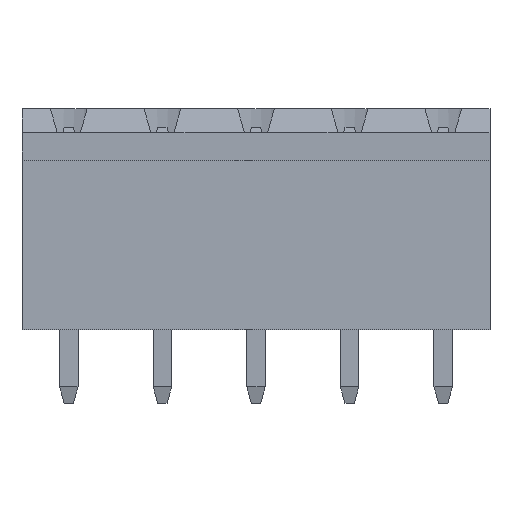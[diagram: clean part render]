
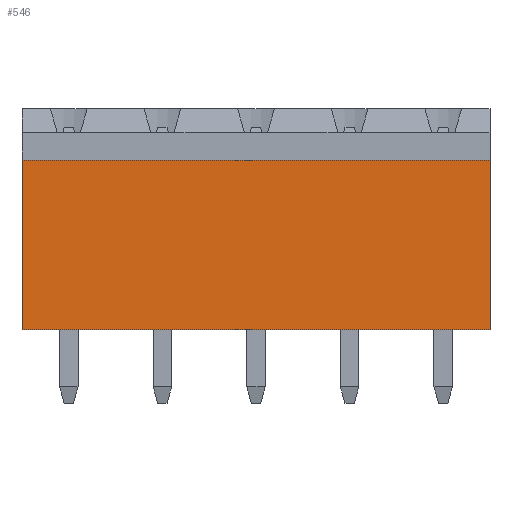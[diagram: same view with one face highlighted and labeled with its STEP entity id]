
A CAD part, front view. The second image highlights one B-rep face of the part: STEP entity #546.
In plain terms, the highlighted planar face has unit normal (0, -1, 0).
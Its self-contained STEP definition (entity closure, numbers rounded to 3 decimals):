
#546 = ADVANCED_FACE( '', ( #1123 ), #1124, .T. );
#1123 = FACE_OUTER_BOUND( '', #1739, .T. );
#1124 = PLANE( '', #1740 );
#1739 = EDGE_LOOP( '', ( #3134, #3135, #3136, #3137 ) );
#1740 = AXIS2_PLACEMENT_3D( '', #3138, #3139, #3140 );
#3134 = ORIENTED_EDGE( '', *, *, #4399, .F. );
#3135 = ORIENTED_EDGE( '', *, *, #3931, .F. );
#3136 = ORIENTED_EDGE( '', *, *, #4400, .F. );
#3137 = ORIENTED_EDGE( '', *, *, #4277, .T. );
#3138 = CARTESIAN_POINT( '', ( 13.7, -4.05, -6. ) );
#3139 = DIRECTION( '', ( 0., -1., 0. ) );
#3140 = DIRECTION( '', ( 0., 0., -1. ) );
#3931 = EDGE_CURVE( '', #4770, #4757, #4772, .T. );
#4277 = EDGE_CURVE( '', #5316, #5314, #5317, .T. );
#4399 = EDGE_CURVE( '', #4757, #5314, #5471, .T. );
#4400 = EDGE_CURVE( '', #5316, #4770, #5472, .T. );
#4757 = VERTEX_POINT( '', #5941 );
#4770 = VERTEX_POINT( '', #5960 );
#4772 = LINE( '', #5963, #5964 );
#5314 = VERTEX_POINT( '', #6765 );
#5316 = VERTEX_POINT( '', #6768 );
#5317 = LINE( '', #6769, #6770 );
#5471 = LINE( '', #7003, #7004 );
#5472 = LINE( '', #7005, #7006 );
#5941 = CARTESIAN_POINT( '', ( -12.7, -4.05, -6. ) );
#5960 = CARTESIAN_POINT( '', ( 12.7, -4.05, -6. ) );
#5963 = CARTESIAN_POINT( '', ( 13.7, -4.05, -6. ) );
#5964 = VECTOR( '', #7341, 1000. );
#6765 = CARTESIAN_POINT( '', ( -12.7, -4.05, 3.2 ) );
#6768 = CARTESIAN_POINT( '', ( 12.7, -4.05, 3.2 ) );
#6769 = CARTESIAN_POINT( '', ( 13.7, -4.05, 3.2 ) );
#6770 = VECTOR( '', #7641, 1000. );
#7003 = CARTESIAN_POINT( '', ( -12.7, -4.05, -6. ) );
#7004 = VECTOR( '', #7736, 1000. );
#7005 = CARTESIAN_POINT( '', ( 12.7, -4.05, -6. ) );
#7006 = VECTOR( '', #7737, 1000. );
#7341 = DIRECTION( '', ( -1., 0., 0. ) );
#7641 = DIRECTION( '', ( -1., 0., 0. ) );
#7736 = DIRECTION( '', ( 0., 0., 1. ) );
#7737 = DIRECTION( '', ( 0., 0., -1. ) );
